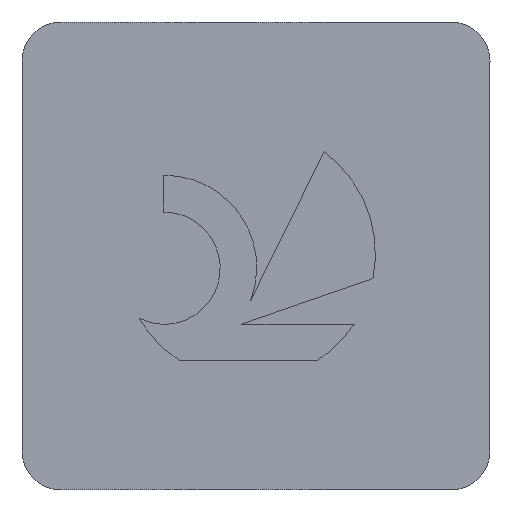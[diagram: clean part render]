
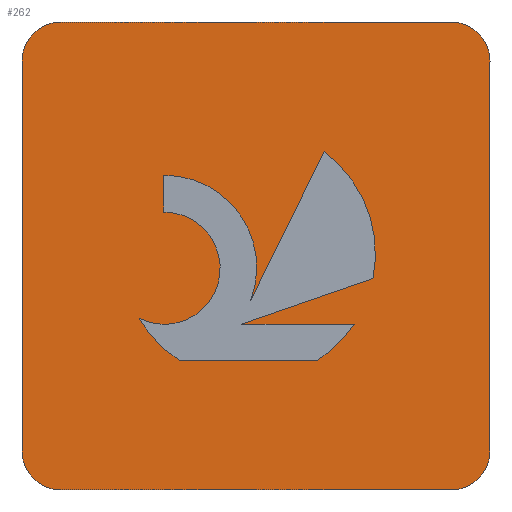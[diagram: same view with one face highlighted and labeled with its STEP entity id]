
A CAD part, top view. The second image highlights one B-rep face of the part: STEP entity #262.
In plain terms, the highlighted planar face has unit normal (0, 0, 1).
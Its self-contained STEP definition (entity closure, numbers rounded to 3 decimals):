
#146=VERTEX_POINT('',#398);
#150=VERTEX_POINT('',#402);
#152=EDGE_CURVE('',#344,#244,#404,.T.);
#154=VERTEX_POINT('',#406);
#156=VERTEX_POINT('',#408);
#164=VERTEX_POINT('',#416);
#184=EDGE_CURVE('',#264,#156,#439,.T.);
#186=EDGE_CURVE('',#146,#188,#441,.T.);
#188=VERTEX_POINT('',#443);
#192=EDGE_CURVE('',#218,#236,#447,.T.);
#202=EDGE_CURVE('',#164,#232,#458,.T.);
#218=VERTEX_POINT('',#476);
#220=VERTEX_POINT('',#478);
#232=VERTEX_POINT('',#492);
#236=VERTEX_POINT('',#496);
#240=VERTEX_POINT('',#500);
#242=EDGE_CURVE('',#260,#154,#502,.T.);
#244=VERTEX_POINT('',#504);
#248=VERTEX_POINT('',#509);
#254=EDGE_CURVE('',#220,#164,#516,.T.);
#258=EDGE_CURVE('',#240,#248,#521,.T.);
#260=VERTEX_POINT('',#523);
#262=ADVANCED_FACE('',(#525,#526),#527,.T.);
#264=VERTEX_POINT('',#529);
#266=EDGE_CURVE('',#232,#150,#531,.T.);
#272=EDGE_CURVE('',#236,#312,#539,.T.);
#278=EDGE_CURVE('',#312,#240,#545,.T.);
#284=VERTEX_POINT('',#551);
#292=EDGE_CURVE('',#248,#344,#559,.T.);
#296=EDGE_CURVE('',#244,#146,#563,.T.);
#306=VERTEX_POINT('',#574);
#308=EDGE_CURVE('',#154,#284,#576,.T.);
#312=VERTEX_POINT('',#580);
#314=EDGE_CURVE('',#188,#264,#582,.T.);
#320=EDGE_CURVE('',#156,#218,#588,.T.);
#336=EDGE_CURVE('',#284,#220,#606,.T.);
#344=VERTEX_POINT('',#614);
#346=EDGE_CURVE('',#150,#306,#616,.T.);
#352=EDGE_CURVE('',#306,#260,#623,.T.);
#398=CARTESIAN_POINT('',(1.612,1.33,0.0));
#402=CARTESIAN_POINT('',(4.4,4.8,0.0));
#404=CIRCLE('',#674,1.303);
#406=CARTESIAN_POINT('',(0.0,0.4,0.0));
#408=CARTESIAN_POINT('',(1.454,2.85,0.0));
#416=CARTESIAN_POINT('',(4.8,0.4,0.0));
#439=CIRCLE('',#720,0.575);
#441=CIRCLE('',#723,1.303);
#443=CARTESIAN_POINT('',(1.2,1.76,0.0));
#447=CIRCLE('',#730,0.946);
#458=LINE('',#744,#745);
#476=CARTESIAN_POINT('',(1.454,3.228,0.0));
#478=CARTESIAN_POINT('',(4.4,0.0,0.0));
#492=CARTESIAN_POINT('',(4.8,4.4,0.0));
#496=CARTESIAN_POINT('',(2.344,1.941,0.0));
#500=CARTESIAN_POINT('',(3.6,2.168,0.0));
#502=LINE('',#804,#805);
#504=CARTESIAN_POINT('',(3.032,1.33,0.0));
#509=CARTESIAN_POINT('',(2.256,1.701,0.0));
#516=CIRCLE('',#822,0.4);
#521=LINE('',#828,#829);
#523=CARTESIAN_POINT('',(0.,4.4,0.0));
#525=FACE_BOUND('',#833,.T.);
#526=FACE_OUTER_BOUND('',#834,.T.);
#527=PLANE('',#835);
#529=CARTESIAN_POINT('',(1.715,2.789,0.0));
#531=CIRCLE('',#840,0.4);
#539=LINE('',#849,#850);
#545=CIRCLE('',#861,1.303);
#551=CARTESIAN_POINT('',(0.4,0.0,0.0));
#559=LINE('',#882,#883);
#563=LINE('',#889,#890);
#574=CARTESIAN_POINT('',(0.4,4.8,0.0));
#576=CIRCLE('',#907,0.4);
#580=CARTESIAN_POINT('',(3.098,3.47,0.0));
#582=CIRCLE('',#915,0.575);
#588=LINE('',#923,#924);
#606=LINE('',#946,#947);
#614=CARTESIAN_POINT('',(3.407,1.701,0.0));
#616=LINE('',#961,#962);
#623=CIRCLE('',#970,0.4);
#674=AXIS2_PLACEMENT_3D('',#1013,#1014,#1015);
#720=AXIS2_PLACEMENT_3D('',#1050,#1051,#1052);
#723=AXIS2_PLACEMENT_3D('',#1053,#1054,#1055);
#730=AXIS2_PLACEMENT_3D('',#1056,#1057,#1058);
#744=CARTESIAN_POINT('',(4.8,0.4,0.0));
#745=VECTOR('',#1068,1.0);
#804=CARTESIAN_POINT('',(0.0,4.4,0.0));
#805=VECTOR('',#1113,1.0);
#822=AXIS2_PLACEMENT_3D('',#1131,#1132,#1133);
#828=CARTESIAN_POINT('',(2.428,1.761,0.0));
#829=VECTOR('',#1142,1.0);
#833=EDGE_LOOP('',(#1144,#1145,#1146,#1147,#1148,#1149,#1150,#1151,#1152,#1153,#1154));
#834=EDGE_LOOP('',(#1155,#1156,#1157,#1158,#1159,#1160,#1161,#1162));
#835=AXIS2_PLACEMENT_3D('',#1163,#1164,#1165);
#840=AXIS2_PLACEMENT_3D('',#1166,#1167,#1168);
#849=CARTESIAN_POINT('',(2.817,2.901,0.0));
#850=VECTOR('',#1185,1.0);
#861=AXIS2_PLACEMENT_3D('',#1188,#1189,#1190);
#882=CARTESIAN_POINT('',(2.903,1.701,0.0));
#883=VECTOR('',#1194,1.0);
#889=CARTESIAN_POINT('',(2.006,1.33,0.0));
#890=VECTOR('',#1198,1.0);
#907=AXIS2_PLACEMENT_3D('',#1210,#1211,#1212);
#915=AXIS2_PLACEMENT_3D('',#1216,#1217,#1218);
#923=CARTESIAN_POINT('',(1.454,2.814,0.0));
#924=VECTOR('',#1222,1.0);
#946=CARTESIAN_POINT('',(0.4,0.0,0.0));
#947=VECTOR('',#1250,1.0);
#961=CARTESIAN_POINT('',(4.4,4.8,0.0));
#962=VECTOR('',#1255,1.0);
#970=AXIS2_PLACEMENT_3D('',#1264,#1265,#1266);
#1013=CARTESIAN_POINT('',(2.322,2.423,0.0));
#1014=DIRECTION('',(0.0,-0.0,-1.0));
#1015=DIRECTION('',(0.545,-0.838,0.0));
#1050=CARTESIAN_POINT('',(1.457,2.275,0.0));
#1051=DIRECTION('',(0.0,0.0,1.0));
#1052=DIRECTION('',(-0.447,-0.894,0.0));
#1053=CARTESIAN_POINT('',(2.322,2.423,0.0));
#1054=DIRECTION('',(-0.0,0.0,-1.0));
#1055=DIRECTION('',(-0.861,-0.508,0.0));
#1056=CARTESIAN_POINT('',(1.461,2.282,0.0));
#1057=DIRECTION('',(0.0,-0.0,-1.0));
#1058=DIRECTION('',(0.933,-0.359,0.0));
#1068=DIRECTION('',(0.0,1.0,0.0));
#1113=DIRECTION('',(0.0,-1.0,0.0));
#1131=CARTESIAN_POINT('',(4.4,0.4,0.0));
#1132=DIRECTION('',(0.0,0.0,1.0));
#1133=DIRECTION('',(0.,-1.0,0.0));
#1142=DIRECTION('',(-0.945,-0.328,0.0));
#1144=ORIENTED_EDGE('',*,*,#320,.T.);
#1145=ORIENTED_EDGE('',*,*,#192,.T.);
#1146=ORIENTED_EDGE('',*,*,#272,.T.);
#1147=ORIENTED_EDGE('',*,*,#278,.T.);
#1148=ORIENTED_EDGE('',*,*,#258,.T.);
#1149=ORIENTED_EDGE('',*,*,#292,.T.);
#1150=ORIENTED_EDGE('',*,*,#152,.T.);
#1151=ORIENTED_EDGE('',*,*,#296,.T.);
#1152=ORIENTED_EDGE('',*,*,#186,.T.);
#1153=ORIENTED_EDGE('',*,*,#314,.T.);
#1154=ORIENTED_EDGE('',*,*,#184,.T.);
#1155=ORIENTED_EDGE('',*,*,#336,.T.);
#1156=ORIENTED_EDGE('',*,*,#254,.T.);
#1157=ORIENTED_EDGE('',*,*,#202,.T.);
#1158=ORIENTED_EDGE('',*,*,#266,.T.);
#1159=ORIENTED_EDGE('',*,*,#346,.T.);
#1160=ORIENTED_EDGE('',*,*,#352,.T.);
#1161=ORIENTED_EDGE('',*,*,#242,.T.);
#1162=ORIENTED_EDGE('',*,*,#308,.T.);
#1163=CARTESIAN_POINT('',(2.4,2.4,0.0));
#1164=DIRECTION('',(0.0,0.0,1.0));
#1165=DIRECTION('',(1.0,0.0,0.0));
#1166=CARTESIAN_POINT('',(4.4,4.4,0.0));
#1167=DIRECTION('',(0.0,-0.0,1.0));
#1168=DIRECTION('',(1.0,0.,0.0));
#1185=DIRECTION('',(0.442,0.897,-0.0));
#1188=CARTESIAN_POINT('',(2.322,2.423,0.0));
#1189=DIRECTION('',(0.0,-0.0,-1.0));
#1190=DIRECTION('',(0.981,-0.196,0.0));
#1194=DIRECTION('',(1.0,0.0,0.0));
#1198=DIRECTION('',(-1.0,0.0,0.0));
#1210=CARTESIAN_POINT('',(0.4,0.4,0.0));
#1211=DIRECTION('',(0.0,0.0,1.0));
#1212=DIRECTION('',(-1.0,0.,0.0));
#1216=CARTESIAN_POINT('',(1.457,2.275,0.0));
#1217=DIRECTION('',(0.0,0.0,1.0));
#1218=DIRECTION('',(-0.447,-0.894,0.0));
#1222=DIRECTION('',(0.0,1.0,0.0));
#1250=DIRECTION('',(1.0,0.0,0.0));
#1255=DIRECTION('',(-1.0,0.0,0.0));
#1264=CARTESIAN_POINT('',(0.4,4.4,0.0));
#1265=DIRECTION('',(0.0,0.0,1.0));
#1266=DIRECTION('',(0.,1.0,0.0));
